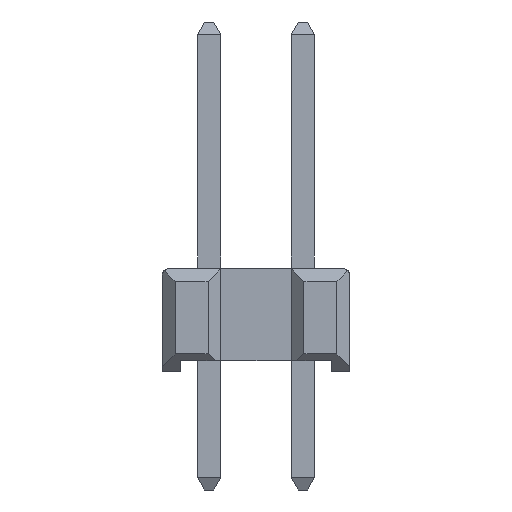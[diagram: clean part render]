
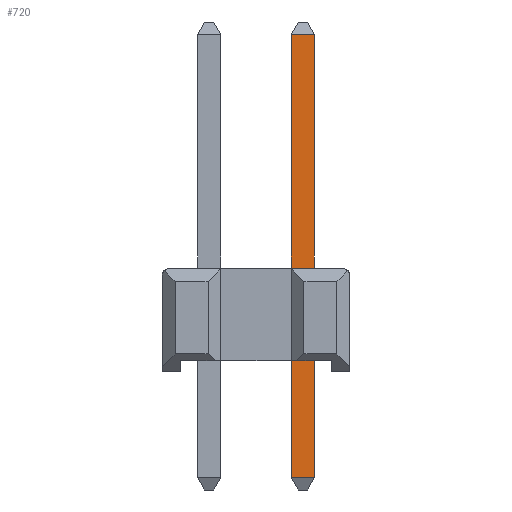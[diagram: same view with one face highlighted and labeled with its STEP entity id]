
A CAD part, left-side view. The second image highlights one B-rep face of the part: STEP entity #720.
In plain terms, the highlighted planar face has unit normal (-1, 0, 0).
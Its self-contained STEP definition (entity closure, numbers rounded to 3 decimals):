
#720=ADVANCED_FACE('',(#1808),#26958,.T.);
#1808=FACE_OUTER_BOUND('',#2896,.T.);
#2896=EDGE_LOOP('',(#4057,#4058,#4059,#4060));
#4057=ORIENTED_EDGE('',*,*,#22647,.T.);
#4058=ORIENTED_EDGE('',*,*,#22646,.F.);
#4059=ORIENTED_EDGE('',*,*,#22648,.T.);
#4060=ORIENTED_EDGE('',*,*,#22637,.F.);
#9357=PCURVE('',#27949,#14669);
#9368=PCURVE('',#27950,#14680);
#9369=PCURVE('',#26958,#14681);
#9370=PCURVE('',#26958,#14682);
#9371=PCURVE('',#26958,#14683);
#9372=PCURVE('',#26958,#14684);
#9390=PCURVE('',#26963,#14702);
#9403=PCURVE('',#26966,#14715);
#14669=DEFINITIONAL_REPRESENTATION('',(#28249),#61152);
#14680=DEFINITIONAL_REPRESENTATION('',(#28269),#61152);
#14681=DEFINITIONAL_REPRESENTATION('',(#28271),#61152);
#14682=DEFINITIONAL_REPRESENTATION('',(#28272),#61152);
#14683=DEFINITIONAL_REPRESENTATION('',(#28274),#61152);
#14684=DEFINITIONAL_REPRESENTATION('',(#28275),#61152);
#14702=DEFINITIONAL_REPRESENTATION('',(#28301),#61152);
#14715=DEFINITIONAL_REPRESENTATION('',(#28321),#61152);
#19981=SURFACE_CURVE('',#28248,(#9357,#9372),.PCURVE_S1.);
#19990=SURFACE_CURVE('',#28268,(#9368,#9370),.PCURVE_S1.);
#19991=SURFACE_CURVE('',#28270,(#9369,#9390),.PCURVE_S1.);
#19992=SURFACE_CURVE('',#28273,(#9371,#9403),.PCURVE_S1.);
#22637=EDGE_CURVE('',#25295,#25293,#19981,.T.);
#22646=EDGE_CURVE('',#25299,#25300,#19990,.T.);
#22647=EDGE_CURVE('',#25295,#25300,#19991,.T.);
#22648=EDGE_CURVE('',#25299,#25293,#19992,.T.);
#25293=VERTEX_POINT('',#38330);
#25295=VERTEX_POINT('',#38332);
#25299=VERTEX_POINT('',#38336);
#25300=VERTEX_POINT('',#38337);
#26958=PLANE('',#35967);
#26963=PLANE('',#35972);
#26966=PLANE('',#35975);
#27949=B_SPLINE_SURFACE_WITH_KNOTS('',1,1,((#38310,#38311),(#38312,#38313)),
 .UNSPECIFIED.,.F.,.F.,.F.,(2,2),(2,2),(-9.358,0.093),
(-0.64,0.01),.UNSPECIFIED.);
#27950=B_SPLINE_SURFACE_WITH_KNOTS('',1,1,((#38315,#38316),(#38317,#38318)),
 .UNSPECIFIED.,.F.,.F.,.F.,(2,2),(2,2),(-0.64,0.01),(-9.358,
0.093),.UNSPECIFIED.);
#28248=B_SPLINE_CURVE_WITH_KNOTS('',1,(#38346,#38347),.UNSPECIFIED.,.F.,
 .F.,(2,2),(-20.383,-11.156),.UNSPECIFIED.);
#28249=B_SPLINE_CURVE_WITH_KNOTS('',1,(#38348,#38349),.UNSPECIFIED.,.F.,
 .F.,(2,2),(-20.383,-11.156),.UNSPECIFIED.);
#28268=B_SPLINE_CURVE_WITH_KNOTS('',1,(#38392,#38393),.UNSPECIFIED.,.F.,
 .F.,(2,2),(-10.526,-1.298),.UNSPECIFIED.);
#28269=B_SPLINE_CURVE_WITH_KNOTS('',1,(#38394,#38395),.UNSPECIFIED.,.F.,
 .F.,(2,2),(-10.526,-1.298),.UNSPECIFIED.);
#28270=B_SPLINE_CURVE_WITH_KNOTS('',1,(#38396,#38397),.UNSPECIFIED.,.F.,
 .F.,(2,2),(0.,0.63),.UNSPECIFIED.);
#28271=B_SPLINE_CURVE_WITH_KNOTS('',1,(#38398,#38399),.UNSPECIFIED.,.F.,
 .F.,(2,2),(0.,0.63),.UNSPECIFIED.);
#28272=B_SPLINE_CURVE_WITH_KNOTS('',1,(#38400,#38401),.UNSPECIFIED.,.F.,
 .F.,(2,2),(-10.526,-1.298),.UNSPECIFIED.);
#28273=B_SPLINE_CURVE_WITH_KNOTS('',1,(#38402,#38403),.UNSPECIFIED.,.F.,
 .F.,(2,2),(10.526,11.156),.UNSPECIFIED.);
#28274=B_SPLINE_CURVE_WITH_KNOTS('',1,(#38404,#38405),.UNSPECIFIED.,.F.,
 .F.,(2,2),(10.526,11.156),.UNSPECIFIED.);
#28275=B_SPLINE_CURVE_WITH_KNOTS('',1,(#38406,#38407),.UNSPECIFIED.,.F.,
 .F.,(2,2),(-20.383,-11.156),.UNSPECIFIED.);
#28301=B_SPLINE_CURVE_WITH_KNOTS('',1,(#38458,#38459),.UNSPECIFIED.,.F.,
 .F.,(2,2),(0.,0.63),.UNSPECIFIED.);
#28321=B_SPLINE_CURVE_WITH_KNOTS('',1,(#38498,#38499),.UNSPECIFIED.,.F.,
 .F.,(2,2),(10.526,11.156),.UNSPECIFIED.);
#35967=AXIS2_PLACEMENT_3D('',#38319,#36963,$);
#35972=AXIS2_PLACEMENT_3D('',#38324,#36968,$);
#35975=AXIS2_PLACEMENT_3D('',#38327,#36971,$);
#36963=DIRECTION('',(-1.,0.,0.));
#36968=DIRECTION('',(-0.873,0.,0.488));
#36971=DIRECTION('',(-0.873,0.,-0.487));
#38310=CARTESIAN_POINT('',(-0.325,-1.585,9.326));
#38311=CARTESIAN_POINT('',(0.325,-1.585,9.326));
#38312=CARTESIAN_POINT('',(-0.325,-1.585,-2.981));
#38313=CARTESIAN_POINT('',(0.325,-1.585,-2.981));
#38315=CARTESIAN_POINT('',(-0.325,-0.955,9.326));
#38316=CARTESIAN_POINT('',(-0.325,-0.955,-2.981));
#38317=CARTESIAN_POINT('',(0.325,-0.955,9.326));
#38318=CARTESIAN_POINT('',(0.325,-0.955,-2.981));
#38319=CARTESIAN_POINT('',(-0.315,-1.595,9.326));
#38324=CARTESIAN_POINT('',(-0.12,-1.595,9.504));
#38327=CARTESIAN_POINT('',(-0.12,-1.595,-3.209));
#38330=CARTESIAN_POINT('',(-0.315,-1.585,-2.86));
#38332=CARTESIAN_POINT('',(-0.315,-1.585,9.156));
#38336=CARTESIAN_POINT('',(-0.315,-0.955,-2.86));
#38337=CARTESIAN_POINT('',(-0.315,-0.955,9.156));
#38346=CARTESIAN_POINT('',(-0.315,-1.585,9.156));
#38347=CARTESIAN_POINT('',(-0.315,-1.585,-2.86));
#38348=CARTESIAN_POINT('',(-9.227,-0.63));
#38349=CARTESIAN_POINT('',(0.,-0.63));
#38392=CARTESIAN_POINT('',(-0.315,-0.955,-2.86));
#38393=CARTESIAN_POINT('',(-0.315,-0.955,9.156));
#38394=CARTESIAN_POINT('',(-0.63,0.));
#38395=CARTESIAN_POINT('',(-0.63,-9.227));
#38396=CARTESIAN_POINT('',(-0.315,-1.585,9.156));
#38397=CARTESIAN_POINT('',(-0.315,-0.955,9.156));
#38398=CARTESIAN_POINT('',(0.,0.038));
#38399=CARTESIAN_POINT('',(0.63,0.038));
#38400=CARTESIAN_POINT('',(0.63,9.266));
#38401=CARTESIAN_POINT('',(0.63,0.038));
#38402=CARTESIAN_POINT('',(-0.315,-0.955,-2.86));
#38403=CARTESIAN_POINT('',(-0.315,-1.585,-2.86));
#38404=CARTESIAN_POINT('',(0.63,9.266));
#38405=CARTESIAN_POINT('',(0.,9.266));
#38406=CARTESIAN_POINT('',(0.,0.038));
#38407=CARTESIAN_POINT('',(0.,9.266));
#38458=CARTESIAN_POINT('',(-0.44,0.39));
#38459=CARTESIAN_POINT('',(0.19,0.39));
#38498=CARTESIAN_POINT('',(0.389,0.19));
#38499=CARTESIAN_POINT('',(0.389,-0.44));
#61152=(
GEOMETRIC_REPRESENTATION_CONTEXT(2)
PARAMETRIC_REPRESENTATION_CONTEXT()
REPRESENTATION_CONTEXT('pspace','')
);
